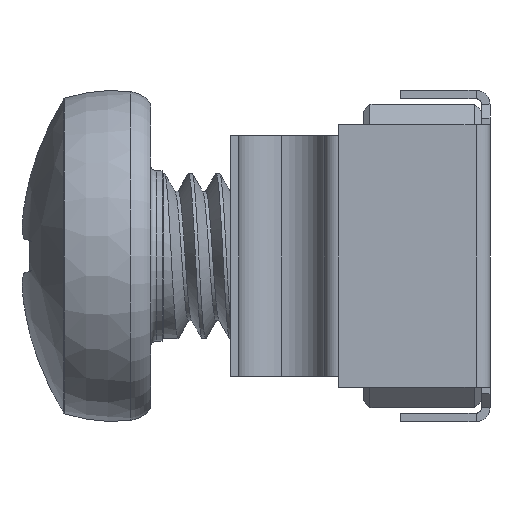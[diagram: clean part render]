
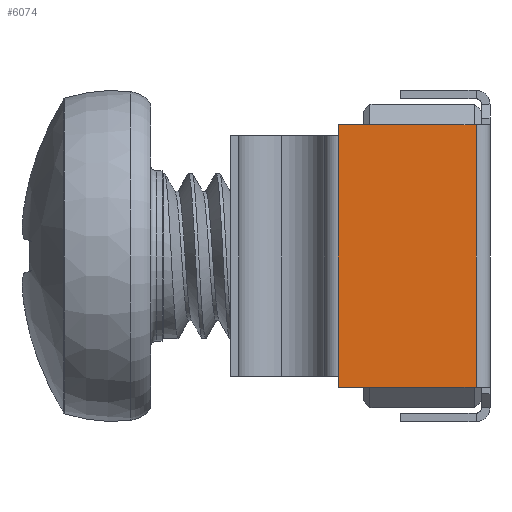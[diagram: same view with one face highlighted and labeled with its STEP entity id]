
A CAD part, left-side view. The second image highlights one B-rep face of the part: STEP entity #6074.
In plain terms, the highlighted planar face has unit normal (-1, 0, 0).
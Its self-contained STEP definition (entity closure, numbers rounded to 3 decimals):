
#96 = DIRECTION ( 'NONE',  ( 0., 1., 0. ) ) ;
#268 = ORIENTED_EDGE ( 'NONE', *, *, #7700, .T. ) ;
#561 = EDGE_CURVE ( 'NONE', #8118, #5122, #3890, .T. ) ;
#626 = CARTESIAN_POINT ( 'NONE',  ( -6.5, 5.195, 4.75 ) ) ;
#676 = ORIENTED_EDGE ( 'NONE', *, *, #9248, .T. ) ;
#1460 = LINE ( 'NONE', #1513, #4262 ) ;
#1513 = CARTESIAN_POINT ( 'NONE',  ( -6.5, 5.195, 0. ) ) ;
#1615 = DIRECTION ( 'NONE',  ( 1., 0., 0. ) ) ;
#1764 = PLANE ( 'NONE',  #7382 ) ;
#1785 = LINE ( 'NONE', #5143, #3776 ) ;
#2122 = VECTOR ( 'NONE', #5056, 1000. ) ;
#2764 = CARTESIAN_POINT ( 'NONE',  ( -6.5, 5.195, 0. ) ) ;
#3397 = EDGE_CURVE ( 'NONE', #5479, #7656, #4990, .T. ) ;
#3434 = CARTESIAN_POINT ( 'NONE',  ( -6.5, 0.2, -4.75 ) ) ;
#3776 = VECTOR ( 'NONE', #4305, 1000. ) ;
#3890 = LINE ( 'NONE', #8738, #3930 ) ;
#3930 = VECTOR ( 'NONE', #8687, 1000. ) ;
#3979 = LINE ( 'NONE', #9848, #2122 ) ;
#4262 = VECTOR ( 'NONE', #6982, 1000. ) ;
#4305 = DIRECTION ( 'NONE',  ( 0., -1., 0. ) ) ;
#4450 = ORIENTED_EDGE ( 'NONE', *, *, #8600, .T. ) ;
#4456 = ORIENTED_EDGE ( 'NONE', *, *, #561, .F. ) ;
#4848 = EDGE_CURVE ( 'NONE', #7879, #5479, #9900, .T. ) ;
#4990 = LINE ( 'NONE', #2764, #7870 ) ;
#5056 = DIRECTION ( 'NONE',  ( 0., 1., 0. ) ) ;
#5091 = DIRECTION ( 'NONE',  ( 0., 0., -1. ) ) ;
#5122 = VERTEX_POINT ( 'NONE', #3434 ) ;
#5143 = CARTESIAN_POINT ( 'NONE',  ( -6.5, 0., -4.75 ) ) ;
#5365 = CARTESIAN_POINT ( 'NONE',  ( -6.5, 5.195, 4.35 ) ) ;
#5479 = VERTEX_POINT ( 'NONE', #7772 ) ;
#5582 = ORIENTED_EDGE ( 'NONE', *, *, #4848, .T. ) ;
#5773 = VERTEX_POINT ( 'NONE', #626 ) ;
#5872 = CARTESIAN_POINT ( 'NONE',  ( -6.5, 5.195, 4.35 ) ) ;
#5883 = VECTOR ( 'NONE', #6034, 1000. ) ;
#6034 = DIRECTION ( 'NONE',  ( 0., 0., -1. ) ) ;
#6074 = ADVANCED_FACE ( 'NONE', ( #8822 ), #1764, .F. ) ;
#6982 = DIRECTION ( 'NONE',  ( 0., 0., -1. ) ) ;
#7273 = CARTESIAN_POINT ( 'NONE',  ( -6.5, 0.2, 4.75 ) ) ;
#7382 = AXIS2_PLACEMENT_3D ( 'NONE', #8008, #1615, #96 ) ;
#7656 = VERTEX_POINT ( 'NONE', #9547 ) ;
#7700 = EDGE_CURVE ( 'NONE', #8118, #5773, #3979, .T. ) ;
#7772 = CARTESIAN_POINT ( 'NONE',  ( -6.5, 5.195, -4.35 ) ) ;
#7870 = VECTOR ( 'NONE', #5091, 1000. ) ;
#7879 = VERTEX_POINT ( 'NONE', #5365 ) ;
#7910 = EDGE_LOOP ( 'NONE', ( #4456, #268, #676, #5582, #9024, #4450 ) ) ;
#8008 = CARTESIAN_POINT ( 'NONE',  ( -6.5, 0., 0. ) ) ;
#8118 = VERTEX_POINT ( 'NONE', #7273 ) ;
#8600 = EDGE_CURVE ( 'NONE', #7656, #5122, #1785, .T. ) ;
#8687 = DIRECTION ( 'NONE',  ( 0., 0., -1. ) ) ;
#8738 = CARTESIAN_POINT ( 'NONE',  ( -6.5, 0.2, -4.75 ) ) ;
#8822 = FACE_OUTER_BOUND ( 'NONE', #7910, .T. ) ;
#9024 = ORIENTED_EDGE ( 'NONE', *, *, #3397, .T. ) ;
#9248 = EDGE_CURVE ( 'NONE', #5773, #7879, #1460, .T. ) ;
#9547 = CARTESIAN_POINT ( 'NONE',  ( -6.5, 5.195, -4.75 ) ) ;
#9848 = CARTESIAN_POINT ( 'NONE',  ( -6.5, 0., 4.75 ) ) ;
#9900 = LINE ( 'NONE', #5872, #5883 ) ;
